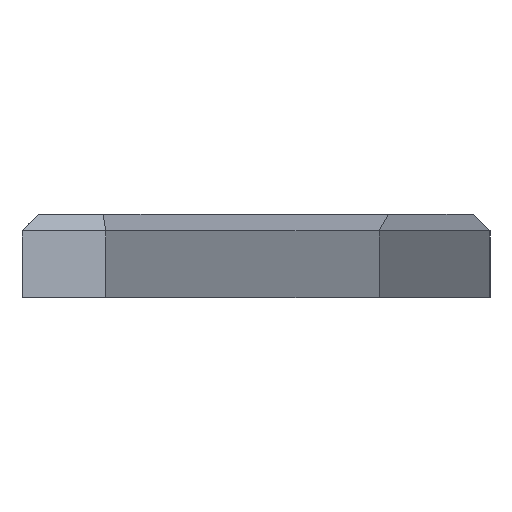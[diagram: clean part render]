
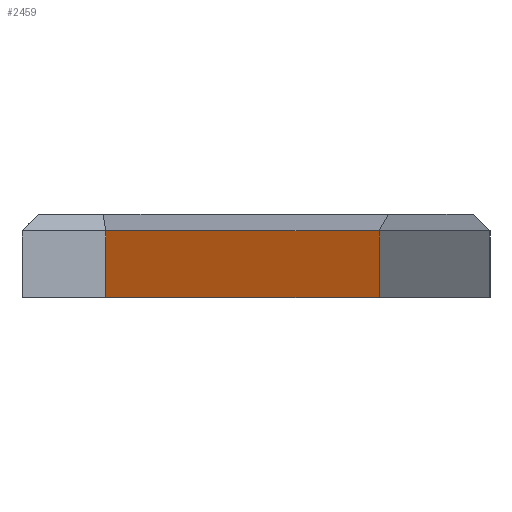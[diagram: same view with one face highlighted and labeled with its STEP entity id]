
A CAD part, left-side view. The second image highlights one B-rep face of the part: STEP entity #2459.
In plain terms, the highlighted planar face has unit normal (-0.898, 0.44, 0).
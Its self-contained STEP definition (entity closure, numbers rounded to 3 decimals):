
#188 = PLANE ( 'NONE',  #3619 ) ;
#896 = DIRECTION ( 'NONE',  ( 0.44, 0.898, 0. ) ) ;
#1076 = DIRECTION ( 'NONE',  ( -0.44, -0.898, 0. ) ) ;
#1105 = DIRECTION ( 'NONE',  ( -0.898, 0.44, 0. ) ) ;
#1149 = CARTESIAN_POINT ( 'NONE',  ( -49.49, 74.143, 5. ) ) ;
#1298 = ORIENTED_EDGE ( 'NONE', *, *, #3558, .T. ) ;
#1379 = CARTESIAN_POINT ( 'NONE',  ( -57.493, 57.791, 4. ) ) ;
#1481 = CARTESIAN_POINT ( 'NONE',  ( -57.493, 57.791, 0. ) ) ;
#1565 = CARTESIAN_POINT ( 'NONE',  ( -57.493, 57.791, 5. ) ) ;
#1815 = ORIENTED_EDGE ( 'NONE', *, *, #3378, .T. ) ;
#1851 = FACE_OUTER_BOUND ( 'NONE', #2446, .T. ) ;
#1880 = VECTOR ( 'NONE', #896, 1000. ) ;
#2072 = VECTOR ( 'NONE', #4192, 1000. ) ;
#2073 = VERTEX_POINT ( 'NONE', #1379 ) ;
#2221 = CARTESIAN_POINT ( 'NONE',  ( -49.49, 74.143, 4. ) ) ;
#2333 = VECTOR ( 'NONE', #2361, 1000. ) ;
#2361 = DIRECTION ( 'NONE',  ( 0.44, 0.898, 0. ) ) ;
#2446 = EDGE_LOOP ( 'NONE', ( #5517, #1815, #1298, #2523 ) ) ;
#2459 = ADVANCED_FACE ( 'NONE', ( #1851 ), #188, .T. ) ;
#2523 = ORIENTED_EDGE ( 'NONE', *, *, #4502, .F. ) ;
#2775 = VERTEX_POINT ( 'NONE', #4712 ) ;
#3293 = LINE ( 'NONE', #1565, #2072 ) ;
#3378 = EDGE_CURVE ( 'NONE', #2073, #5308, #4842, .T. ) ;
#3558 = EDGE_CURVE ( 'NONE', #5308, #4971, #4658, .T. ) ;
#3619 = AXIS2_PLACEMENT_3D ( 'NONE', #5017, #1105, #1076 ) ;
#4192 = DIRECTION ( 'NONE',  ( 0., 0., -1. ) ) ;
#4502 = EDGE_CURVE ( 'NONE', #2775, #4971, #5018, .T. ) ;
#4577 = EDGE_CURVE ( 'NONE', #2073, #2775, #3293, .T. ) ;
#4658 = LINE ( 'NONE', #1149, #5004 ) ;
#4712 = CARTESIAN_POINT ( 'NONE',  ( -57.493, 57.791, 0. ) ) ;
#4775 = CARTESIAN_POINT ( 'NONE',  ( -49.49, 74.143, 4. ) ) ;
#4842 = LINE ( 'NONE', #2221, #1880 ) ;
#4971 = VERTEX_POINT ( 'NONE', #5230 ) ;
#5004 = VECTOR ( 'NONE', #5147, 1000. ) ;
#5017 = CARTESIAN_POINT ( 'NONE',  ( -57.493, 57.791, 5. ) ) ;
#5018 = LINE ( 'NONE', #1481, #2333 ) ;
#5147 = DIRECTION ( 'NONE',  ( 0., 0., -1. ) ) ;
#5230 = CARTESIAN_POINT ( 'NONE',  ( -49.49, 74.143, 0. ) ) ;
#5308 = VERTEX_POINT ( 'NONE', #4775 ) ;
#5517 = ORIENTED_EDGE ( 'NONE', *, *, #4577, .F. ) ;
